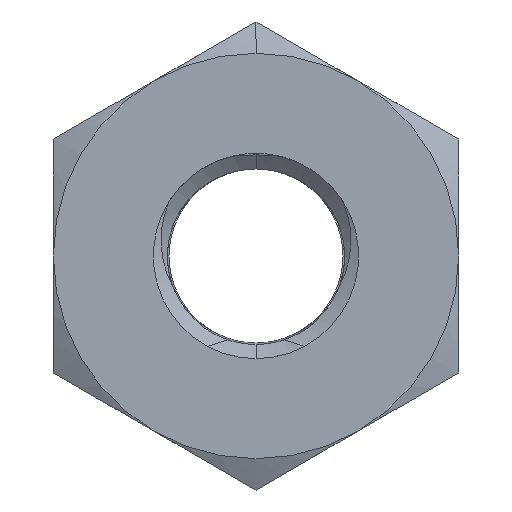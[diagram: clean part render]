
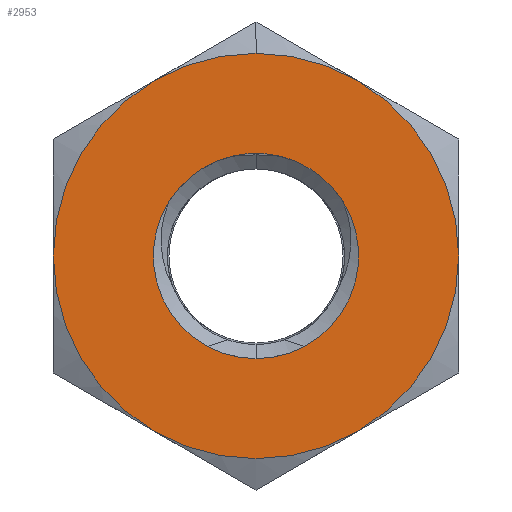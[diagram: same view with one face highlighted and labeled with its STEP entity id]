
A CAD part, front view. The second image highlights one B-rep face of the part: STEP entity #2953.
In plain terms, the highlighted planar face has unit normal (0, -1, 0).
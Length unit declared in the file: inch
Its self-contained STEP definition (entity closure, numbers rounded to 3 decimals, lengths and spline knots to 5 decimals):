
#10 = AXIS2_PLACEMENT_3D ( 'NONE', #1192, #2559, #728 ) ;
#27 = AXIS2_PLACEMENT_3D ( 'NONE', #2327, #271, #1415 ) ;
#116 = EDGE_CURVE ( 'NONE', #928, #1706, #2264, .T. ) ;
#167 = VERTEX_POINT ( 'NONE', #747 ) ;
#169 = ORIENTED_EDGE ( 'NONE', *, *, #2421, .T. ) ;
#181 = DIRECTION ( 'NONE',  ( 0., 0., -1. ) ) ;
#206 = CARTESIAN_POINT ( 'NONE',  ( 0., 0., 0. ) ) ;
#225 = EDGE_CURVE ( 'NONE', #2276, #2296, #378, .T. ) ;
#233 = CIRCLE ( 'NONE', #326, 0.1875 ) ;
#252 = DIRECTION ( 'NONE',  ( 0., -1., 0. ) ) ;
#262 = CARTESIAN_POINT ( 'NONE',  ( 0., 0., 0. ) ) ;
#268 = EDGE_CURVE ( 'NONE', #1706, #1348, #2732, .T. ) ;
#270 = CIRCLE ( 'NONE', #2425, 0.095 ) ;
#271 = DIRECTION ( 'NONE',  ( 0., -1., 0. ) ) ;
#326 = AXIS2_PLACEMENT_3D ( 'NONE', #1446, #1474, #2353 ) ;
#337 = CIRCLE ( 'NONE', #1363, 0.1875 ) ;
#343 = CARTESIAN_POINT ( 'NONE',  ( 0., 0., 0. ) ) ;
#348 = EDGE_LOOP ( 'NONE', ( #2160, #1174, #169, #2206, #1286, #2695, #1210 ) ) ;
#349 = AXIS2_PLACEMENT_3D ( 'NONE', #1419, #515, #2755 ) ;
#358 = VERTEX_POINT ( 'NONE', #1196 ) ;
#378 = CIRCLE ( 'NONE', #779, 0.1875 ) ;
#386 = ORIENTED_EDGE ( 'NONE', *, *, #1946, .F. ) ;
#404 = CARTESIAN_POINT ( 'NONE',  ( 0.09375, 0., 0.16238 ) ) ;
#405 = AXIS2_PLACEMENT_3D ( 'NONE', #684, #1811, #2050 ) ;
#435 = VERTEX_POINT ( 'NONE', #1422 ) ;
#440 = CARTESIAN_POINT ( 'NONE',  ( 0.1875, 0., 0. ) ) ;
#466 = AXIS2_PLACEMENT_3D ( 'NONE', #1152, #926, #2751 ) ;
#502 = CARTESIAN_POINT ( 'NONE',  ( 0.09375, 0., -0.16238 ) ) ;
#515 = DIRECTION ( 'NONE',  ( 0., 1., 0. ) ) ;
#551 = CIRCLE ( 'NONE', #687, 0.095 ) ;
#554 = CARTESIAN_POINT ( 'NONE',  ( 0.08018, 0., 0.05096 ) ) ;
#577 = EDGE_CURVE ( 'NONE', #358, #167, #337, .T. ) ;
#593 = EDGE_CURVE ( 'NONE', #2836, #1462, #2261, .T. ) ;
#618 = CARTESIAN_POINT ( 'NONE',  ( 0., 0., 0. ) ) ;
#684 = CARTESIAN_POINT ( 'NONE',  ( 0., 0., 0. ) ) ;
#687 = AXIS2_PLACEMENT_3D ( 'NONE', #1395, #252, #2058 ) ;
#728 = DIRECTION ( 'NONE',  ( 0., 0., -1. ) ) ;
#729 = CIRCLE ( 'NONE', #405, 0.095 ) ;
#735 = EDGE_CURVE ( 'NONE', #435, #928, #270, .T. ) ;
#747 = CARTESIAN_POINT ( 'NONE',  ( -0.09375, 0., -0.16238 ) ) ;
#757 = DIRECTION ( 'NONE',  ( 0., 0., -1. ) ) ;
#779 = AXIS2_PLACEMENT_3D ( 'NONE', #1464, #2565, #757 ) ;
#791 = EDGE_LOOP ( 'NONE', ( #1167, #828, #1675, #386, #2484, #2195, #1568 ) ) ;
#804 = DIRECTION ( 'NONE',  ( 0., 0., -1. ) ) ;
#828 = ORIENTED_EDGE ( 'NONE', *, *, #735, .F. ) ;
#916 = DIRECTION ( 'NONE',  ( 0., 0., -1. ) ) ;
#926 = DIRECTION ( 'NONE',  ( 0., -1., 0. ) ) ;
#928 = VERTEX_POINT ( 'NONE', #2126 ) ;
#1063 = CARTESIAN_POINT ( 'NONE',  ( 0., 0., 0.1875 ) ) ;
#1066 = CARTESIAN_POINT ( 'NONE',  ( 0., 0., 0. ) ) ;
#1129 = AXIS2_PLACEMENT_3D ( 'NONE', #343, #1489, #2865 ) ;
#1152 = CARTESIAN_POINT ( 'NONE',  ( 0., 0., 0. ) ) ;
#1163 = CARTESIAN_POINT ( 'NONE',  ( -0.08018, 0., 0.05096 ) ) ;
#1167 = ORIENTED_EDGE ( 'NONE', *, *, #116, .F. ) ;
#1168 = AXIS2_PLACEMENT_3D ( 'NONE', #2363, #2805, #804 ) ;
#1174 = ORIENTED_EDGE ( 'NONE', *, *, #1773, .T. ) ;
#1192 = CARTESIAN_POINT ( 'NONE',  ( 0., 0., 0. ) ) ;
#1196 = CARTESIAN_POINT ( 'NONE',  ( -0.1875, 0., 0. ) ) ;
#1210 = ORIENTED_EDGE ( 'NONE', *, *, #1305, .T. ) ;
#1286 = ORIENTED_EDGE ( 'NONE', *, *, #1700, .T. ) ;
#1305 = EDGE_CURVE ( 'NONE', #2411, #2276, #1804, .T. ) ;
#1348 = VERTEX_POINT ( 'NONE', #2822 ) ;
#1363 = AXIS2_PLACEMENT_3D ( 'NONE', #2202, #2430, #181 ) ;
#1387 = DIRECTION ( 'NONE',  ( 0., -1., 0. ) ) ;
#1395 = CARTESIAN_POINT ( 'NONE',  ( 0., 0., 0. ) ) ;
#1415 = DIRECTION ( 'NONE',  ( 0., 0., -1. ) ) ;
#1419 = CARTESIAN_POINT ( 'NONE',  ( 0., 0., -0.21651 ) ) ;
#1422 = CARTESIAN_POINT ( 'NONE',  ( 0., 0., -0.095 ) ) ;
#1446 = CARTESIAN_POINT ( 'NONE',  ( 0., 0., 0. ) ) ;
#1462 = VERTEX_POINT ( 'NONE', #1163 ) ;
#1464 = CARTESIAN_POINT ( 'NONE',  ( 0., 0., 0. ) ) ;
#1474 = DIRECTION ( 'NONE',  ( 0., -1., 0. ) ) ;
#1489 = DIRECTION ( 'NONE',  ( 0., -1., 0. ) ) ;
#1512 = DIRECTION ( 'NONE',  ( 0., -1., 0. ) ) ;
#1544 = CIRCLE ( 'NONE', #2053, 0.1875 ) ;
#1568 = ORIENTED_EDGE ( 'NONE', *, *, #268, .F. ) ;
#1571 = CARTESIAN_POINT ( 'NONE',  ( -0.04501, 0., -0.08366 ) ) ;
#1629 = DIRECTION ( 'NONE',  ( 0., 0., -1. ) ) ;
#1675 = ORIENTED_EDGE ( 'NONE', *, *, #2026, .F. ) ;
#1680 = VERTEX_POINT ( 'NONE', #2381 ) ;
#1700 = EDGE_CURVE ( 'NONE', #167, #2027, #233, .T. ) ;
#1706 = VERTEX_POINT ( 'NONE', #554 ) ;
#1773 = EDGE_CURVE ( 'NONE', #2296, #1680, #1544, .T. ) ;
#1781 = DIRECTION ( 'NONE',  ( 0., -1., 0. ) ) ;
#1796 = FACE_BOUND ( 'NONE', #791, .T. ) ;
#1804 = CIRCLE ( 'NONE', #1168, 0.1875 ) ;
#1811 = DIRECTION ( 'NONE',  ( 0., -1., 0. ) ) ;
#1946 = EDGE_CURVE ( 'NONE', #1462, #2846, #551, .T. ) ;
#2026 = EDGE_CURVE ( 'NONE', #2846, #435, #2645, .T. ) ;
#2027 = VERTEX_POINT ( 'NONE', #502 ) ;
#2050 = DIRECTION ( 'NONE',  ( 0., 0., -1. ) ) ;
#2053 = AXIS2_PLACEMENT_3D ( 'NONE', #1066, #1512, #2892 ) ;
#2058 = DIRECTION ( 'NONE',  ( 0., 0., -1. ) ) ;
#2068 = AXIS2_PLACEMENT_3D ( 'NONE', #206, #2238, #916 ) ;
#2126 = CARTESIAN_POINT ( 'NONE',  ( 0.04501, 0., -0.08366 ) ) ;
#2160 = ORIENTED_EDGE ( 'NONE', *, *, #225, .T. ) ;
#2195 = ORIENTED_EDGE ( 'NONE', *, *, #2861, .F. ) ;
#2202 = CARTESIAN_POINT ( 'NONE',  ( 0., 0., 0. ) ) ;
#2206 = ORIENTED_EDGE ( 'NONE', *, *, #577, .T. ) ;
#2215 = CIRCLE ( 'NONE', #10, 0.1875 ) ;
#2218 = CIRCLE ( 'NONE', #2068, 0.1875 ) ;
#2238 = DIRECTION ( 'NONE',  ( 0., -1., 0. ) ) ;
#2249 = FACE_OUTER_BOUND ( 'NONE', #348, .T. ) ;
#2261 = CIRCLE ( 'NONE', #2885, 0.095 ) ;
#2264 = CIRCLE ( 'NONE', #466, 0.095 ) ;
#2276 = VERTEX_POINT ( 'NONE', #404 ) ;
#2296 = VERTEX_POINT ( 'NONE', #1063 ) ;
#2327 = CARTESIAN_POINT ( 'NONE',  ( 0., 0., 0. ) ) ;
#2353 = DIRECTION ( 'NONE',  ( 0., 0., -1. ) ) ;
#2363 = CARTESIAN_POINT ( 'NONE',  ( 0., 0., 0. ) ) ;
#2381 = CARTESIAN_POINT ( 'NONE',  ( -0.09375, 0., 0.16238 ) ) ;
#2411 = VERTEX_POINT ( 'NONE', #440 ) ;
#2421 = EDGE_CURVE ( 'NONE', #1680, #358, #2218, .T. ) ;
#2425 = AXIS2_PLACEMENT_3D ( 'NONE', #262, #1387, #1629 ) ;
#2430 = DIRECTION ( 'NONE',  ( 0., -1., 0. ) ) ;
#2484 = ORIENTED_EDGE ( 'NONE', *, *, #593, .F. ) ;
#2559 = DIRECTION ( 'NONE',  ( 0., -1., 0. ) ) ;
#2565 = DIRECTION ( 'NONE',  ( 0., -1., 0. ) ) ;
#2645 = CIRCLE ( 'NONE', #27, 0.095 ) ;
#2695 = ORIENTED_EDGE ( 'NONE', *, *, #2942, .T. ) ;
#2703 = CARTESIAN_POINT ( 'NONE',  ( -0.02199, 0., 0.09242 ) ) ;
#2732 = CIRCLE ( 'NONE', #1129, 0.095 ) ;
#2751 = DIRECTION ( 'NONE',  ( 0., 0., -1. ) ) ;
#2755 = DIRECTION ( 'NONE',  ( 0., 0., 1. ) ) ;
#2794 = PLANE ( 'NONE',  #349 ) ;
#2805 = DIRECTION ( 'NONE',  ( 0., -1., 0. ) ) ;
#2822 = CARTESIAN_POINT ( 'NONE',  ( 0.02199, 0., 0.09242 ) ) ;
#2836 = VERTEX_POINT ( 'NONE', #2703 ) ;
#2846 = VERTEX_POINT ( 'NONE', #1571 ) ;
#2861 = EDGE_CURVE ( 'NONE', #1348, #2836, #729, .T. ) ;
#2865 = DIRECTION ( 'NONE',  ( 0., 0., -1. ) ) ;
#2885 = AXIS2_PLACEMENT_3D ( 'NONE', #618, #1781, #2902 ) ;
#2892 = DIRECTION ( 'NONE',  ( 0., 0., -1. ) ) ;
#2902 = DIRECTION ( 'NONE',  ( 0., 0., -1. ) ) ;
#2942 = EDGE_CURVE ( 'NONE', #2027, #2411, #2215, .T. ) ;
#2953 = ADVANCED_FACE ( 'NONE', ( #1796, #2249 ), #2794, .F. ) ;
